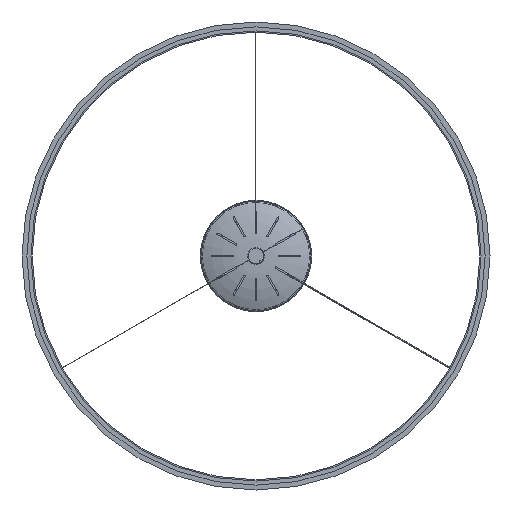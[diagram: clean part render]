
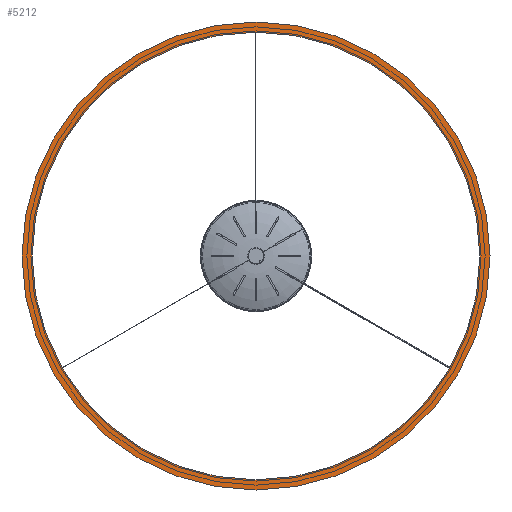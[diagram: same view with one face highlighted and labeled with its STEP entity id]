
A CAD part, front view. The second image highlights one B-rep face of the part: STEP entity #5212.
In plain terms, the highlighted planar face has unit normal (0, -1, 0).
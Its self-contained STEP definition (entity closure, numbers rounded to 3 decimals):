
#329 = CARTESIAN_POINT ( 'NONE',  ( 577.5, -700., 0. ) ) ;
#456 = DIRECTION ( 'NONE',  ( 0., 1., 0. ) ) ;
#507 = CIRCLE ( 'NONE', #4451, 577.5 ) ;
#707 = CARTESIAN_POINT ( 'NONE',  ( 552.5, -700., 0. ) ) ;
#1352 = EDGE_CURVE ( 'NONE', #6689, #2775, #6596, .T. ) ;
#1632 = DIRECTION ( 'NONE',  ( -1., 0., 0. ) ) ;
#1728 = EDGE_CURVE ( 'NONE', #2775, #6689, #7964, .T. ) ;
#1812 = ORIENTED_EDGE ( 'NONE', *, *, #7854, .F. ) ;
#2047 = DIRECTION ( 'NONE',  ( -1., 0., 0. ) ) ;
#2616 = ORIENTED_EDGE ( 'NONE', *, *, #1352, .T. ) ;
#2645 = CIRCLE ( 'NONE', #5898, 577.5 ) ;
#2733 = CARTESIAN_POINT ( 'NONE',  ( 0., -700., 0. ) ) ;
#2775 = VERTEX_POINT ( 'NONE', #7899 ) ;
#3275 = PLANE ( 'NONE',  #6488 ) ;
#3585 = VERTEX_POINT ( 'NONE', #7512 ) ;
#3751 = AXIS2_PLACEMENT_3D ( 'NONE', #7565, #456, #4163 ) ;
#4139 = AXIS2_PLACEMENT_3D ( 'NONE', #6653, #7501, #1632 ) ;
#4163 = DIRECTION ( 'NONE',  ( -1., 0., 0. ) ) ;
#4259 = CARTESIAN_POINT ( 'NONE',  ( 0., -700., 0. ) ) ;
#4278 = EDGE_LOOP ( 'NONE', ( #1812, #6393 ) ) ;
#4451 = AXIS2_PLACEMENT_3D ( 'NONE', #2733, #6677, #2047 ) ;
#4591 = DIRECTION ( 'NONE',  ( 0., 1., 0. ) ) ;
#4630 = DIRECTION ( 'NONE',  ( -1., 0., 0. ) ) ;
#5212 = ADVANCED_FACE ( 'NONE', ( #5632, #8228 ), #3275, .F. ) ;
#5457 = EDGE_LOOP ( 'NONE', ( #6624, #2616 ) ) ;
#5573 = EDGE_CURVE ( 'NONE', #5811, #3585, #507, .T. ) ;
#5632 = FACE_OUTER_BOUND ( 'NONE', #4278, .T. ) ;
#5695 = DIRECTION ( 'NONE',  ( 0., 1., 0. ) ) ;
#5811 = VERTEX_POINT ( 'NONE', #329 ) ;
#5898 = AXIS2_PLACEMENT_3D ( 'NONE', #4259, #5695, #6379 ) ;
#6379 = DIRECTION ( 'NONE',  ( -1., 0., 0. ) ) ;
#6393 = ORIENTED_EDGE ( 'NONE', *, *, #5573, .F. ) ;
#6488 = AXIS2_PLACEMENT_3D ( 'NONE', #707, #4591, #4630 ) ;
#6596 = CIRCLE ( 'NONE', #4139, 552.5 ) ;
#6624 = ORIENTED_EDGE ( 'NONE', *, *, #1728, .T. ) ;
#6653 = CARTESIAN_POINT ( 'NONE',  ( 0., -700., 0. ) ) ;
#6677 = DIRECTION ( 'NONE',  ( 0., 1., 0. ) ) ;
#6689 = VERTEX_POINT ( 'NONE', #7144 ) ;
#7144 = CARTESIAN_POINT ( 'NONE',  ( 552.5, -700., 0. ) ) ;
#7501 = DIRECTION ( 'NONE',  ( 0., 1., 0. ) ) ;
#7512 = CARTESIAN_POINT ( 'NONE',  ( -577.5, -700., 0. ) ) ;
#7565 = CARTESIAN_POINT ( 'NONE',  ( 0., -700., 0. ) ) ;
#7854 = EDGE_CURVE ( 'NONE', #3585, #5811, #2645, .T. ) ;
#7899 = CARTESIAN_POINT ( 'NONE',  ( -552.5, -700., 0. ) ) ;
#7964 = CIRCLE ( 'NONE', #3751, 552.5 ) ;
#8228 = FACE_BOUND ( 'NONE', #5457, .T. ) ;
